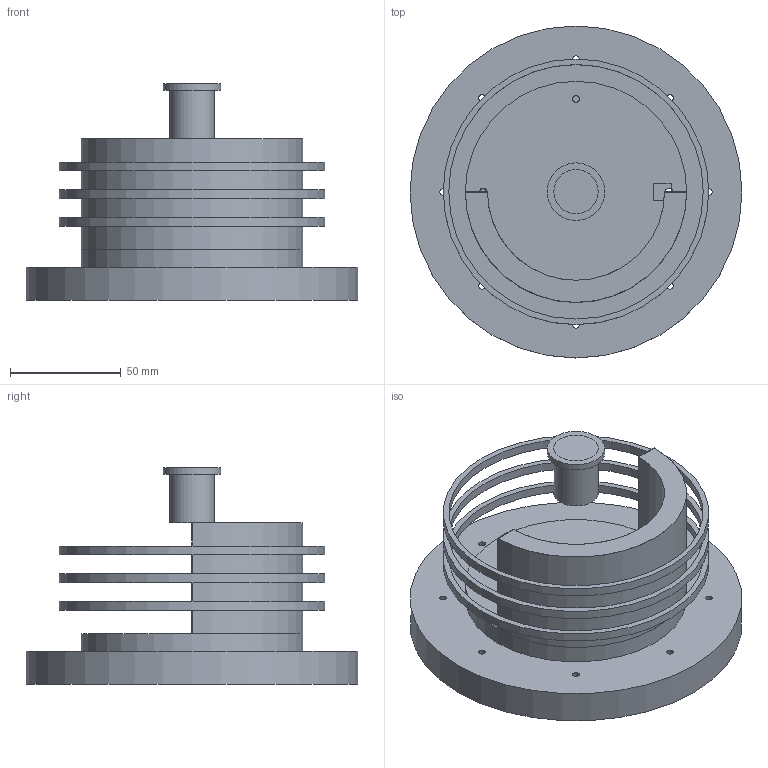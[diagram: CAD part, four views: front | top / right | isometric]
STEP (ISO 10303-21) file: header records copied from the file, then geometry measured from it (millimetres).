
FILE_DESCRIPTION(('FreeCAD Model'),'2;1');
FILE_NAME('Open CASCADE Shape Model','2025-11-14T20:55:55',('Author'),( ''),'Open CASCADE STEP processor 7.8','FreeCAD','Unknown');
FILE_SCHEMA(('AUTOMOTIVE_DESIGN { 1 0 10303 214 1 1 1 1 }'));
Length unit declared in the file: millimetre
Products named in the file (9): MountingPlate_Solid; CeramicChannel_HalfA; Anode_Solid; CoilCarrier_2; CeramicChannel_HalfB; Cathode_Solid; CoilCarrier_1; HallThruster_Assembly_Preview; CoilCarrier_3
Bounding box: 150 x 150 x 98 mm (x, y, z)
Volume: 972872.3 mm3; surface area: 232229.1 mm2
Topology: 24 solids, 24 shells, 208 faces, 394 edges, 266 vertices
Faces by surface type: plane 116, cylinder 76, cone 16
Full cylindrical faces by diameter (mm): 3 x22, 3.5 x14, 20 x2, 26 x2, 100 x2, 115 x6, 120 x6, 150 x2
Entity records: 10729 total; most frequent: CARTESIAN_POINT 1789, DIRECTION 1662, ORIENTED_EDGE 788, PCURVE 788, DEFINITIONAL_REPRESENTATION 788, LINE 652, VECTOR 652, AXIS2_PLACEMENT_3D 403
